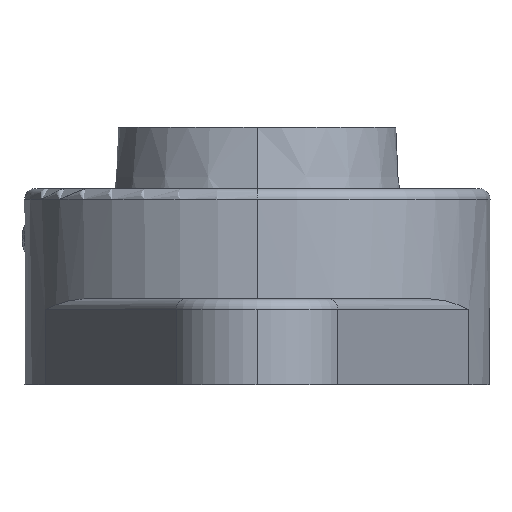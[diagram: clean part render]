
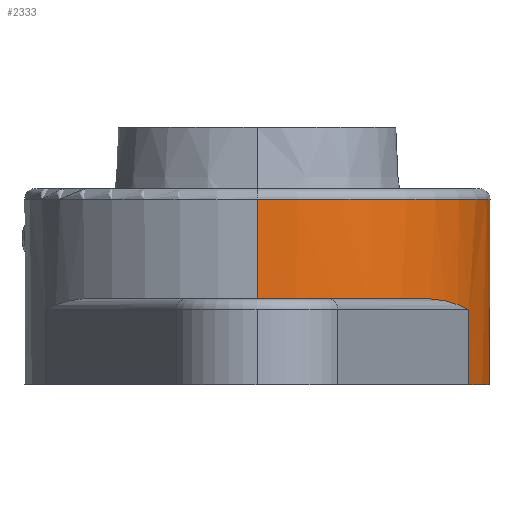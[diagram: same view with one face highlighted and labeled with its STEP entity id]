
A CAD part, left-side view. The second image highlights one B-rep face of the part: STEP entity #2333.
In plain terms, the highlighted cylindrical face has radius 30.163 mm (diameter 60.325 mm), a partial arc.
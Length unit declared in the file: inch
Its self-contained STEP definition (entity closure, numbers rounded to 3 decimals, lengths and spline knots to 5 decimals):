
#281 = VERTEX_POINT ( 'NONE', #852 ) ;
#347 = VERTEX_POINT ( 'NONE', #1058 ) ;
#852 = CARTESIAN_POINT ( 'NONE',  ( -1.1875, 0., 0.94531 ) ) ;
#1058 = CARTESIAN_POINT ( 'NONE',  ( 1.1875, 0., 0.94531 ) ) ;
#1621 = VECTOR ( 'NONE', #1685, 39.37008 ) ;
#1622 = CARTESIAN_POINT ( 'NONE',  ( 1.1875, 0., 0. ) ) ;
#1627 = LINE ( 'NONE', #1622, #1621 ) ;
#1654 = DIRECTION ( 'NONE',  ( 1., 0., 0. ) ) ;
#1655 = DIRECTION ( 'NONE',  ( 0., 0., -1. ) ) ;
#1656 = CARTESIAN_POINT ( 'NONE',  ( 0., 0., 0.94531 ) ) ;
#1657 = AXIS2_PLACEMENT_3D ( 'NONE', #1656, #1655, #1654 ) ;
#1658 = CIRCLE ( 'NONE', #1657, 1.1875 ) ;
#1664 = CARTESIAN_POINT ( 'NONE',  ( -1.1875, 0., 0.4375 ) ) ;
#1676 = CARTESIAN_POINT ( 'NONE',  ( 1.1875, 0., 0.4375 ) ) ;
#1685 = DIRECTION ( 'NONE',  ( 0., 0., -1. ) ) ;
#1705 = DIRECTION ( 'NONE',  ( 0., 0., -1. ) ) ;
#1706 = VECTOR ( 'NONE', #1705, 39.37008 ) ;
#1707 = CARTESIAN_POINT ( 'NONE',  ( -1.1875, 0., 0. ) ) ;
#1708 = LINE ( 'NONE', #1707, #1706 ) ;
#1719 = DIRECTION ( 'NONE',  ( 0., 0., -1. ) ) ;
#1720 = VECTOR ( 'NONE', #1719, 39.37008 ) ;
#1721 = CARTESIAN_POINT ( 'NONE',  ( 0.49392, -1.07991, 0.4375 ) ) ;
#1722 = LINE ( 'NONE', #1721, #1720 ) ;
#1723 = CARTESIAN_POINT ( 'NONE',  ( -0.79511, -0.88201, 0.4375 ) ) ;
#1729 = DIRECTION ( 'NONE',  ( -1., 0., 0. ) ) ;
#1730 = DIRECTION ( 'NONE',  ( 0., 0., -1. ) ) ;
#1731 = AXIS2_PLACEMENT_3D ( 'NONE', #1739, #1730, #1729 ) ;
#1733 = CYLINDRICAL_SURFACE ( 'NONE', #1731, 1.1875 ) ;
#1734 = FACE_OUTER_BOUND ( 'NONE', #2330, .T. ) ;
#1739 = CARTESIAN_POINT ( 'NONE',  ( 0., 0., 0. ) ) ;
#1746 = CIRCLE ( 'NONE', #1818, 1.1875 ) ;
#1747 = CARTESIAN_POINT ( 'NONE',  ( 0.49392, -1.07991, 0. ) ) ;
#1748 = DIRECTION ( 'NONE',  ( 0., 0., -1. ) ) ;
#1749 = VECTOR ( 'NONE', #1748, 39.37008 ) ;
#1750 = CARTESIAN_POINT ( 'NONE',  ( -0.49392, -1.07991, 0.4375 ) ) ;
#1751 = LINE ( 'NONE', #1750, #1749 ) ;
#1752 = CARTESIAN_POINT ( 'NONE',  ( 0.49392, -1.07991, 0.38281 ) ) ;
#1799 = DIRECTION ( 'NONE',  ( 1., 0., 0. ) ) ;
#1800 = DIRECTION ( 'NONE',  ( 0., 0., -1. ) ) ;
#1801 = CARTESIAN_POINT ( 'NONE',  ( 0., 0., 0.4375 ) ) ;
#1802 = AXIS2_PLACEMENT_3D ( 'NONE', #1801, #1800, #1799 ) ;
#1803 = CARTESIAN_POINT ( 'NONE',  ( -0.49392, -1.07991, 0.38281 ) ) ;
#1804 = CARTESIAN_POINT ( 'NONE',  ( -0.54832, -1.05503, 0.39565 ) ) ;
#1805 = CARTESIAN_POINT ( 'NONE',  ( -0.60055, -1.02621, 0.40848 ) ) ;
#1806 = CARTESIAN_POINT ( 'NONE',  ( -0.67593, -0.97682, 0.42398 ) ) ;
#1807 = CARTESIAN_POINT ( 'NONE',  ( -0.70064, -0.95926, 0.42854 ) ) ;
#1808 = CARTESIAN_POINT ( 'NONE',  ( -0.74887, -0.9221, 0.43528 ) ) ;
#1809 = CARTESIAN_POINT ( 'NONE',  ( -0.77231, -0.90257, 0.4375 ) ) ;
#1810 = CARTESIAN_POINT ( 'NONE',  ( -0.79511, -0.88201, 0.4375 ) ) ;
#1811 = CIRCLE ( 'NONE', #1802, 1.1875 ) ;
#1812 = CARTESIAN_POINT ( 'NONE',  ( -0.49392, -1.07991, 0. ) ) ;
#1813 = B_SPLINE_CURVE_WITH_KNOTS ( 'NONE', 3,
 ( #1810, #1809, #1808, #1807, #1806, #1805, #1804, #1803 ),
 .UNSPECIFIED., .F., .F.,
 ( 4, 2, 2, 4 ),
 ( 0., 0.00233, 0.00466, 0.00932 ),
 .UNSPECIFIED. ) ;
#1814 = CARTESIAN_POINT ( 'NONE',  ( -0.49392, -1.07991, 0.38281 ) ) ;
#1815 = DIRECTION ( 'NONE',  ( -1., 0., 0. ) ) ;
#1816 = DIRECTION ( 'NONE',  ( 0., 0., -1. ) ) ;
#1817 = CARTESIAN_POINT ( 'NONE',  ( 0., 0., 0. ) ) ;
#1818 = AXIS2_PLACEMENT_3D ( 'NONE', #1817, #1816, #1815 ) ;
#1826 = CARTESIAN_POINT ( 'NONE',  ( 0.79511, -0.88201, 0.4375 ) ) ;
#1827 = CARTESIAN_POINT ( 'NONE',  ( 0.77231, -0.90257, 0.4375 ) ) ;
#1828 = CARTESIAN_POINT ( 'NONE',  ( 0.74887, -0.9221, 0.43528 ) ) ;
#1829 = CARTESIAN_POINT ( 'NONE',  ( 0.70064, -0.95927, 0.42854 ) ) ;
#1830 = CARTESIAN_POINT ( 'NONE',  ( 0.67593, -0.97682, 0.42398 ) ) ;
#1831 = CARTESIAN_POINT ( 'NONE',  ( 0.62567, -1.00975, 0.41365 ) ) ;
#1832 = CARTESIAN_POINT ( 'NONE',  ( 0.60007, -1.02517, 0.40784 ) ) ;
#1833 = CARTESIAN_POINT ( 'NONE',  ( 0.56087, -1.04681, 0.39869 ) ) ;
#1834 = CARTESIAN_POINT ( 'NONE',  ( 0.54767, -1.05377, 0.39556 ) ) ;
#1835 = CARTESIAN_POINT ( 'NONE',  ( 0.521, -1.06721, 0.38923 ) ) ;
#1836 = CARTESIAN_POINT ( 'NONE',  ( 0.50745, -1.07372, 0.38601 ) ) ;
#1837 = CARTESIAN_POINT ( 'NONE',  ( 0.49392, -1.07991, 0.38281 ) ) ;
#1841 = B_SPLINE_CURVE_WITH_KNOTS ( 'NONE', 3,
 ( #1837, #1836, #1835, #1834, #1833, #1832, #1831, #1830, #1829, #1828, #1827, #1826 ),
 .UNSPECIFIED., .F., .F.,
 ( 4, 2, 2, 2, 2, 4 ),
 ( -0.00003, 0.00113, 0.00229, 0.00461, 0.00693, 0.00925 ),
 .UNSPECIFIED. ) ;
#1844 = CARTESIAN_POINT ( 'NONE',  ( 0.79511, -0.88201, 0.4375 ) ) ;
#1845 = DIRECTION ( 'NONE',  ( -1., 0., 0. ) ) ;
#1846 = DIRECTION ( 'NONE',  ( 0., 0., -1. ) ) ;
#1847 = CARTESIAN_POINT ( 'NONE',  ( 0., 0., 0.4375 ) ) ;
#1848 = AXIS2_PLACEMENT_3D ( 'NONE', #1847, #1846, #1845 ) ;
#1849 = CIRCLE ( 'NONE', #1848, 1.1875 ) ;
#2296 = EDGE_CURVE ( 'NONE', #347, #2303, #1627, .T. ) ;
#2303 = VERTEX_POINT ( 'NONE', #1676 ) ;
#2311 = VERTEX_POINT ( 'NONE', #1664 ) ;
#2314 = EDGE_CURVE ( 'NONE', #347, #281, #1658, .T. ) ;
#2318 = EDGE_CURVE ( 'NONE', #281, #2311, #1708, .T. ) ;
#2320 = ORIENTED_EDGE ( 'NONE', *, *, #2318, .T. ) ;
#2327 = ORIENTED_EDGE ( 'NONE', *, *, #2314, .T. ) ;
#2328 = ORIENTED_EDGE ( 'NONE', *, *, #2296, .F. ) ;
#2330 = EDGE_LOOP ( 'NONE', ( #2328, #2327, #2320, #2358, #2350, #2346, #2349, #2354, #2365, #2372 ) ) ;
#2333 = ADVANCED_FACE ( 'NONE', ( #1734 ), #1733, .T. ) ;
#2339 = VERTEX_POINT ( 'NONE', #1723 ) ;
#2340 = EDGE_CURVE ( 'NONE', #2344, #2347, #1722, .T. ) ;
#2344 = VERTEX_POINT ( 'NONE', #1752 ) ;
#2345 = EDGE_CURVE ( 'NONE', #2351, #2355, #1751, .T. ) ;
#2346 = ORIENTED_EDGE ( 'NONE', *, *, #2345, .T. ) ;
#2347 = VERTEX_POINT ( 'NONE', #1747 ) ;
#2348 = EDGE_CURVE ( 'NONE', #2347, #2355, #1746, .T. ) ;
#2349 = ORIENTED_EDGE ( 'NONE', *, *, #2348, .F. ) ;
#2350 = ORIENTED_EDGE ( 'NONE', *, *, #2353, .T. ) ;
#2351 = VERTEX_POINT ( 'NONE', #1814 ) ;
#2353 = EDGE_CURVE ( 'NONE', #2339, #2351, #1813, .T. ) ;
#2354 = ORIENTED_EDGE ( 'NONE', *, *, #2340, .F. ) ;
#2355 = VERTEX_POINT ( 'NONE', #1812 ) ;
#2357 = EDGE_CURVE ( 'NONE', #2339, #2311, #1811, .T. ) ;
#2358 = ORIENTED_EDGE ( 'NONE', *, *, #2357, .F. ) ;
#2365 = ORIENTED_EDGE ( 'NONE', *, *, #2370, .T. ) ;
#2366 = EDGE_CURVE ( 'NONE', #2303, #2369, #1849, .T. ) ;
#2369 = VERTEX_POINT ( 'NONE', #1844 ) ;
#2370 = EDGE_CURVE ( 'NONE', #2344, #2369, #1841, .T. ) ;
#2372 = ORIENTED_EDGE ( 'NONE', *, *, #2366, .F. ) ;
